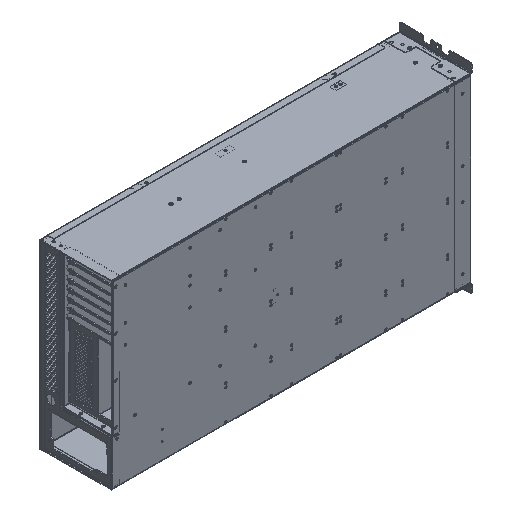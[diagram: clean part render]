
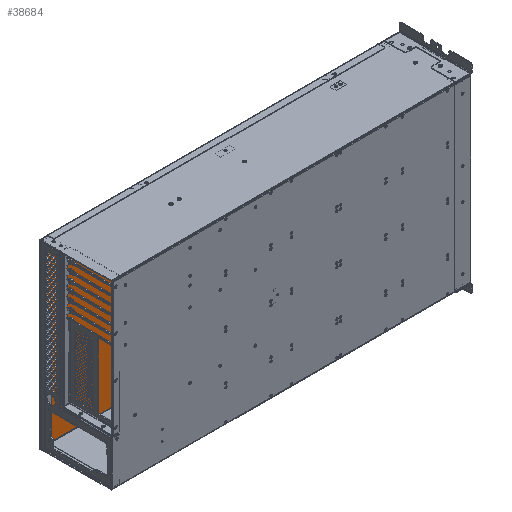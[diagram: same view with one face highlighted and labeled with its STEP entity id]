
A CAD part, isometric view. The second image highlights one B-rep face of the part: STEP entity #38684.
In plain terms, the highlighted planar face has unit normal (0, -1, 0).
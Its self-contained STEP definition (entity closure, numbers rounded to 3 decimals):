
#1053=FACE_BOUND('',#6845,.T.);
#2265=PLANE('',#41944);
#4132=FACE_OUTER_BOUND('',#6844,.T.);
#6844=EDGE_LOOP('',(#35595,#35596,#35597,#35598,#35599,#35600,#35601,#35602,
#35603,#35604,#35605,#35606,#35607,#35608));
#6845=EDGE_LOOP('',(#35609));
#10921=LINE('',#64912,#15000);
#10933=LINE('',#64945,#15012);
#10935=LINE('',#64949,#15014);
#10936=LINE('',#64953,#15015);
#10937=LINE('',#64955,#15016);
#10938=LINE('',#64957,#15017);
#10939=LINE('',#64959,#15018);
#10940=LINE('',#64961,#15019);
#10941=LINE('',#64964,#15020);
#10942=LINE('',#64965,#15021);
#15000=VECTOR('',#52076,10.);
#15012=VECTOR('',#52102,10.);
#15014=VECTOR('',#52106,10.);
#15015=VECTOR('',#52109,10.);
#15016=VECTOR('',#52110,10.);
#15017=VECTOR('',#52111,10.);
#15018=VECTOR('',#52112,10.);
#15019=VECTOR('',#52113,10.);
#15020=VECTOR('',#52116,10.);
#15021=VECTOR('',#52117,10.);
#16347=CIRCLE('',#41905,1.651);
#16366=CIRCLE('',#41935,1.905);
#16370=CIRCLE('',#41942,1.905);
#16371=CIRCLE('',#41945,0.8);
#16372=CIRCLE('',#41946,0.8);
#19747=VERTEX_POINT('',#64811);
#19783=VERTEX_POINT('',#64902);
#19784=VERTEX_POINT('',#64904);
#19786=VERTEX_POINT('',#64910);
#19798=VERTEX_POINT('',#64938);
#19799=VERTEX_POINT('',#64940);
#19800=VERTEX_POINT('',#64944);
#19801=VERTEX_POINT('',#64948);
#19802=VERTEX_POINT('',#64950);
#19803=VERTEX_POINT('',#64952);
#19804=VERTEX_POINT('',#64954);
#19805=VERTEX_POINT('',#64956);
#19806=VERTEX_POINT('',#64958);
#19807=VERTEX_POINT('',#64960);
#19808=VERTEX_POINT('',#64962);
#25032=EDGE_CURVE('',#19747,#19747,#16347,.T.);
#25077=EDGE_CURVE('',#19783,#19784,#16366,.T.);
#25081=EDGE_CURVE('',#19783,#19786,#10921,.T.);
#25095=EDGE_CURVE('',#19798,#19799,#16370,.T.);
#25097=EDGE_CURVE('',#19800,#19799,#10933,.T.);
#25099=EDGE_CURVE('',#19786,#19801,#10935,.T.);
#25100=EDGE_CURVE('',#19801,#19802,#16371,.T.);
#25101=EDGE_CURVE('',#19802,#19803,#10936,.T.);
#25102=EDGE_CURVE('',#19803,#19804,#10937,.T.);
#25103=EDGE_CURVE('',#19804,#19805,#10938,.T.);
#25104=EDGE_CURVE('',#19806,#19805,#10939,.T.);
#25105=EDGE_CURVE('',#19806,#19807,#10940,.T.);
#25106=EDGE_CURVE('',#19807,#19808,#16372,.T.);
#25107=EDGE_CURVE('',#19808,#19800,#10941,.T.);
#25108=EDGE_CURVE('',#19798,#19784,#10942,.T.);
#35595=ORIENTED_EDGE('',*,*,#25077,.F.);
#35596=ORIENTED_EDGE('',*,*,#25081,.T.);
#35597=ORIENTED_EDGE('',*,*,#25099,.T.);
#35598=ORIENTED_EDGE('',*,*,#25100,.T.);
#35599=ORIENTED_EDGE('',*,*,#25101,.T.);
#35600=ORIENTED_EDGE('',*,*,#25102,.T.);
#35601=ORIENTED_EDGE('',*,*,#25103,.T.);
#35602=ORIENTED_EDGE('',*,*,#25104,.F.);
#35603=ORIENTED_EDGE('',*,*,#25105,.T.);
#35604=ORIENTED_EDGE('',*,*,#25106,.T.);
#35605=ORIENTED_EDGE('',*,*,#25107,.T.);
#35606=ORIENTED_EDGE('',*,*,#25097,.T.);
#35607=ORIENTED_EDGE('',*,*,#25095,.F.);
#35608=ORIENTED_EDGE('',*,*,#25108,.T.);
#35609=ORIENTED_EDGE('',*,*,#25032,.T.);
#38684=ADVANCED_FACE('',(#4132,#1053),#2265,.F.);
#41905=AXIS2_PLACEMENT_3D('',#64812,#51983,#51984);
#41935=AXIS2_PLACEMENT_3D('',#64905,#52069,#52070);
#41942=AXIS2_PLACEMENT_3D('',#64941,#52097,#52098);
#41944=AXIS2_PLACEMENT_3D('',#64947,#52104,#52105);
#41945=AXIS2_PLACEMENT_3D('',#64951,#52107,#52108);
#41946=AXIS2_PLACEMENT_3D('',#64963,#52114,#52115);
#51983=DIRECTION('center_axis',(0.,1.,0.));
#51984=DIRECTION('ref_axis',(0.,0.,-1.));
#52069=DIRECTION('center_axis',(0.,1.,0.));
#52070=DIRECTION('ref_axis',(0.707,0.,0.707));
#52076=DIRECTION('',(-1.,0.,0.));
#52097=DIRECTION('center_axis',(0.,1.,0.));
#52098=DIRECTION('ref_axis',(0.707,0.,-0.707));
#52102=DIRECTION('',(1.,0.,0.));
#52104=DIRECTION('center_axis',(0.,1.,0.));
#52105=DIRECTION('ref_axis',(1.,0.,0.));
#52106=DIRECTION('',(0.,0.,-1.));
#52107=DIRECTION('center_axis',(0.,1.,0.));
#52108=DIRECTION('ref_axis',(-1.,0.,0.));
#52109=DIRECTION('',(-1.,0.,0.));
#52110=DIRECTION('',(-1.,0.,0.));
#52111=DIRECTION('',(0.,0.,-1.));
#52112=DIRECTION('',(-1.,0.,0.));
#52113=DIRECTION('',(1.,0.,0.));
#52114=DIRECTION('center_axis',(0.,1.,0.));
#52115=DIRECTION('ref_axis',(-1.,0.,0.));
#52116=DIRECTION('',(0.,0.,-1.));
#52117=DIRECTION('',(0.,0.,1.));
#64811=CARTESIAN_POINT('',(791.21,172.72,-216.156));
#64812=CARTESIAN_POINT('Origin',(791.21,172.72,-217.807));
#64902=CARTESIAN_POINT('',(807.593,172.72,0.635));
#64904=CARTESIAN_POINT('',(809.498,172.72,-1.27));
#64905=CARTESIAN_POINT('Origin',(807.593,172.72,-1.27));
#64910=CARTESIAN_POINT('',(761.949,172.72,0.635));
#64912=CARTESIAN_POINT('',(812.8,172.72,0.635));
#64938=CARTESIAN_POINT('',(809.498,172.72,-434.34));
#64940=CARTESIAN_POINT('',(807.593,172.72,-436.245));
#64941=CARTESIAN_POINT('Origin',(807.593,172.72,-434.34));
#64944=CARTESIAN_POINT('',(761.949,172.72,-436.245));
#64945=CARTESIAN_POINT('',(0.,172.72,-436.245));
#64947=CARTESIAN_POINT('Origin',(406.4,172.72,-217.805));
#64948=CARTESIAN_POINT('',(761.949,172.72,-0.356));
#64949=CARTESIAN_POINT('',(761.949,172.72,-108.585));
#64950=CARTESIAN_POINT('',(760.349,172.72,-0.356));
#64951=CARTESIAN_POINT('Origin',(761.149,172.72,-0.356));
#64952=CARTESIAN_POINT('',(-34.798,172.72,-0.356));
#64953=CARTESIAN_POINT('',(583.374,172.72,-0.356));
#64954=CARTESIAN_POINT('',(-49.809,172.72,-0.356));
#64955=CARTESIAN_POINT('',(3.302,172.72,-0.356));
#64956=CARTESIAN_POINT('',(-49.809,172.72,-435.254));
#64957=CARTESIAN_POINT('',(-49.809,172.72,-109.08));
#64958=CARTESIAN_POINT('',(-34.798,172.72,-435.254));
#64959=CARTESIAN_POINT('',(3.302,172.72,-435.254));
#64960=CARTESIAN_POINT('',(760.349,172.72,-435.254));
#64961=CARTESIAN_POINT('',(203.2,172.72,-435.254));
#64962=CARTESIAN_POINT('',(761.949,172.72,-435.254));
#64963=CARTESIAN_POINT('Origin',(761.149,172.72,-435.254));
#64964=CARTESIAN_POINT('',(761.949,172.72,-326.53));
#64965=CARTESIAN_POINT('',(809.498,172.72,-434.213));
